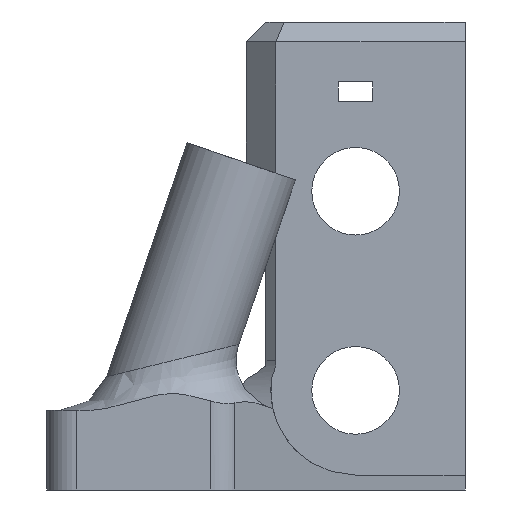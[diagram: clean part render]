
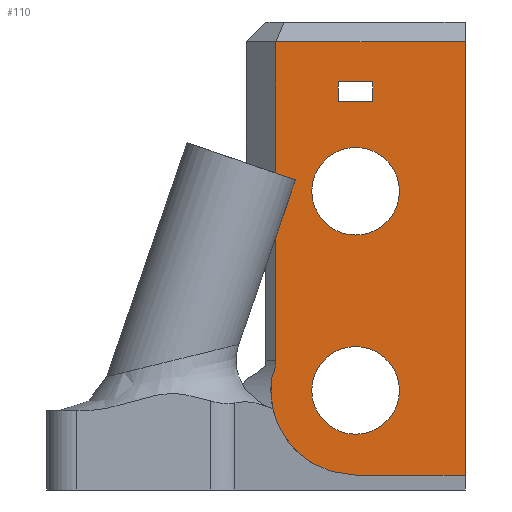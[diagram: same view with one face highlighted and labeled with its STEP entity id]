
A CAD part, left-side view. The second image highlights one B-rep face of the part: STEP entity #110.
In plain terms, the highlighted planar face has unit normal (-1, 0, 0).
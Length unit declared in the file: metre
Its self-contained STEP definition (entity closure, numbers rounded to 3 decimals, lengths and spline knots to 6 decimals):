
#110 = ADVANCED_FACE( '', ( #240, #241, #242, #243 ), #244, .T. );
#240 = FACE_OUTER_BOUND( '', #395, .T. );
#241 = FACE_BOUND( '', #396, .T. );
#242 = FACE_BOUND( '', #397, .T. );
#243 = FACE_BOUND( '', #398, .T. );
#244 = PLANE( '', #399 );
#395 = EDGE_LOOP( '', ( #1269, #1270, #1271, #1272, #1273, #1274 ) );
#396 = EDGE_LOOP( '', ( #1275 ) );
#397 = EDGE_LOOP( '', ( #1276, #1277, #1278, #1279 ) );
#398 = EDGE_LOOP( '', ( #1280 ) );
#399 = AXIS2_PLACEMENT_3D( '', #1281, #1282, #1283 );
#1269 = ORIENTED_EDGE( '', *, *, #1493, .T. );
#1270 = ORIENTED_EDGE( '', *, *, #1576, .T. );
#1271 = ORIENTED_EDGE( '', *, *, #1501, .T. );
#1272 = ORIENTED_EDGE( '', *, *, #1586, .T. );
#1273 = ORIENTED_EDGE( '', *, *, #1548, .T. );
#1274 = ORIENTED_EDGE( '', *, *, #1587, .T. );
#1275 = ORIENTED_EDGE( '', *, *, #1526, .T. );
#1276 = ORIENTED_EDGE( '', *, *, #1582, .T. );
#1277 = ORIENTED_EDGE( '', *, *, #1529, .T. );
#1278 = ORIENTED_EDGE( '', *, *, #1588, .T. );
#1279 = ORIENTED_EDGE( '', *, *, #1589, .T. );
#1280 = ORIENTED_EDGE( '', *, *, #1590, .T. );
#1281 = CARTESIAN_POINT( '', ( -0.09794, 0.15, 0. ) );
#1282 = DIRECTION( '', ( -1., 0., 0. ) );
#1283 = DIRECTION( '', ( 0., 0., 1. ) );
#1493 = EDGE_CURVE( '', #1653, #1651, #1654, .T. );
#1501 = EDGE_CURVE( '', #1666, #1667, #1668, .T. );
#1526 = EDGE_CURVE( '', #1711, #1711, #1712, .T. );
#1529 = EDGE_CURVE( '', #1716, #1717, #1718, .T. );
#1548 = EDGE_CURVE( '', #1749, #1747, #1750, .F. );
#1576 = EDGE_CURVE( '', #1651, #1666, #1793, .T. );
#1582 = EDGE_CURVE( '', #1801, #1716, #1802, .T. );
#1586 = EDGE_CURVE( '', #1667, #1749, #1807, .F. );
#1587 = EDGE_CURVE( '', #1747, #1653, #1808, .T. );
#1588 = EDGE_CURVE( '', #1717, #1809, #1810, .F. );
#1589 = EDGE_CURVE( '', #1809, #1801, #1811, .F. );
#1590 = EDGE_CURVE( '', #1812, #1812, #1813, .T. );
#1651 = VERTEX_POINT( '', #1883 );
#1653 = VERTEX_POINT( '', #1886 );
#1654 = LINE( '', #1887, #1888 );
#1666 = VERTEX_POINT( '', #1932 );
#1667 = VERTEX_POINT( '', #1933 );
#1668 = LINE( '', #1934, #1935 );
#1711 = VERTEX_POINT( '', #2004 );
#1712 = CIRCLE( '', #2005, 0.0044 );
#1716 = VERTEX_POINT( '', #2009 );
#1717 = VERTEX_POINT( '', #2010 );
#1718 = LINE( '', #2011, #2012 );
#1747 = VERTEX_POINT( '', #2147 );
#1749 = VERTEX_POINT( '', #2164 );
#1750 = ELLIPSE( '', #2165, 0.007071, 0.005 );
#1793 = LINE( '', #2226, #2227 );
#1801 = VERTEX_POINT( '', #2236 );
#1802 = LINE( '', #2237, #2238 );
#1807 = LINE( '', #2245, #2246 );
#1808 = CIRCLE( '', #2247, 0.0085 );
#1809 = VERTEX_POINT( '', #2248 );
#1810 = LINE( '', #2249, #2250 );
#1811 = LINE( '', #2251, #2252 );
#1812 = VERTEX_POINT( '', #2253 );
#1813 = CIRCLE( '', #2254, 0.0044 );
#1883 = CARTESIAN_POINT( '', ( -0.09794, 0.15, 0.0015 ) );
#1886 = CARTESIAN_POINT( '', ( -0.09794, 0.161, 0.0015 ) );
#1887 = CARTESIAN_POINT( '', ( -0.09794, 0.1504, 0.0015 ) );
#1888 = VECTOR( '', #2468, 1. );
#1932 = CARTESIAN_POINT( '', ( -0.09794, 0.15, 0.045 ) );
#1933 = CARTESIAN_POINT( '', ( -0.09794, 0.169, 0.045 ) );
#1934 = CARTESIAN_POINT( '', ( -0.09794, 0.15, 0.045 ) );
#1935 = VECTOR( '', #2475, 1. );
#2004 = CARTESIAN_POINT( '', ( -0.09794, 0.161, 0.0056 ) );
#2005 = AXIS2_PLACEMENT_3D( '', #2505, #2506, #2507 );
#2009 = CARTESIAN_POINT( '', ( -0.09794, 0.16275, 0.039 ) );
#2010 = CARTESIAN_POINT( '', ( -0.09794, 0.16275, 0.041 ) );
#2011 = CARTESIAN_POINT( '', ( -0.09794, 0.16275, 0. ) );
#2012 = VECTOR( '', #2511, 1. );
#2147 = CARTESIAN_POINT( '', ( -0.09794, 0.16939, 0.011362 ) );
#2164 = CARTESIAN_POINT( '', ( -0.09794, 0.169, 0.013 ) );
#2165 = AXIS2_PLACEMENT_3D( '', #2526, #2527, #2528 );
#2226 = CARTESIAN_POINT( '', ( -0.09794, 0.15, 0. ) );
#2227 = VECTOR( '', #2556, 1. );
#2236 = CARTESIAN_POINT( '', ( -0.09794, 0.15925, 0.039 ) );
#2237 = CARTESIAN_POINT( '', ( -0.09794, 0.15, 0.039 ) );
#2238 = VECTOR( '', #2564, 1. );
#2245 = CARTESIAN_POINT( '', ( -0.09794, 0.169, 0. ) );
#2246 = VECTOR( '', #2567, 1. );
#2247 = AXIS2_PLACEMENT_3D( '', #2568, #2569, #2570 );
#2248 = CARTESIAN_POINT( '', ( -0.09794, 0.15925, 0.041 ) );
#2249 = CARTESIAN_POINT( '', ( -0.09794, 0.15, 0.041 ) );
#2250 = VECTOR( '', #2571, 1. );
#2251 = CARTESIAN_POINT( '', ( -0.09794, 0.15925, 0. ) );
#2252 = VECTOR( '', #2572, 1. );
#2253 = CARTESIAN_POINT( '', ( -0.09794, 0.161, 0.0256 ) );
#2254 = AXIS2_PLACEMENT_3D( '', #2573, #2574, #2575 );
#2468 = DIRECTION( '', ( 0., -1., 0. ) );
#2475 = DIRECTION( '', ( 0., 1., 0. ) );
#2505 = CARTESIAN_POINT( '', ( -0.09794, 0.161, 0.01 ) );
#2506 = DIRECTION( '', ( 1., 0., 0. ) );
#2507 = DIRECTION( '', ( 0., 0., -1. ) );
#2511 = DIRECTION( '', ( 0., 0., 1. ) );
#2526 = CARTESIAN_POINT( '', ( -0.09794, 0.176071, 0.013 ) );
#2527 = DIRECTION( '', ( -1., 0., 0. ) );
#2528 = DIRECTION( '', ( 0., 1., 0. ) );
#2556 = DIRECTION( '', ( 0., 0., 1. ) );
#2564 = DIRECTION( '', ( 0., 1., 0. ) );
#2567 = DIRECTION( '', ( 0., 0., 1. ) );
#2568 = CARTESIAN_POINT( '', ( -0.09794, 0.161, 0.01 ) );
#2569 = DIRECTION( '', ( -1., 0., 0. ) );
#2570 = DIRECTION( '', ( 0., 0., 1. ) );
#2571 = DIRECTION( '', ( 0., 1., 0. ) );
#2572 = DIRECTION( '', ( 0., 0., 1. ) );
#2573 = CARTESIAN_POINT( '', ( -0.09794, 0.161, 0.03 ) );
#2574 = DIRECTION( '', ( 1., 0., 0. ) );
#2575 = DIRECTION( '', ( 0., 0., -1. ) );
